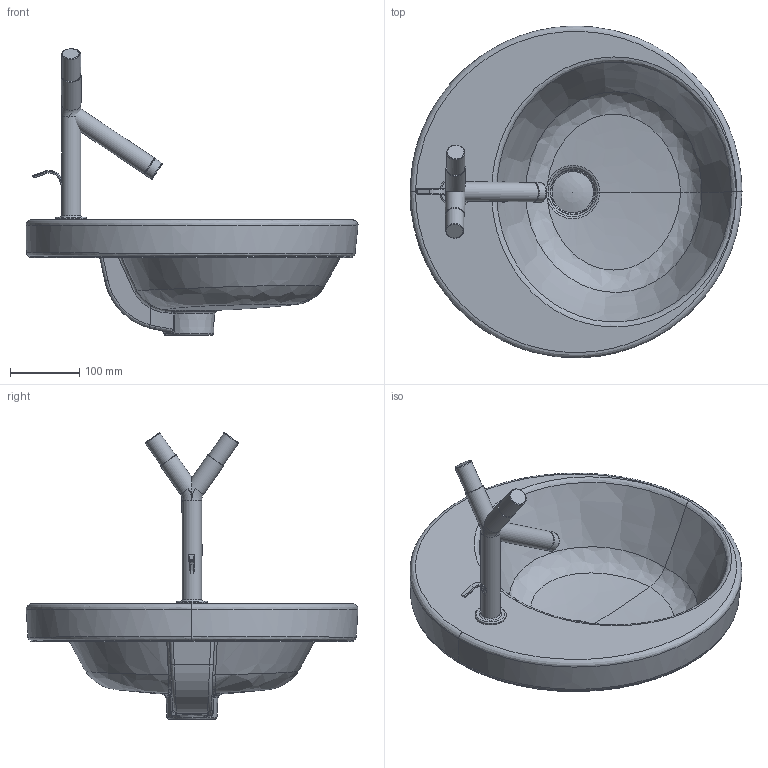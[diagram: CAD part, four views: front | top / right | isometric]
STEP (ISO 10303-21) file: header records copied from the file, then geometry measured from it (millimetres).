
FILE_DESCRIPTION((''),'2;1');
FILE_NAME('232748.stp','2014-11-13T20:20:31',('Administrator'),(''),'Autodesk Inventor 2011','Autodesk Inventor 2011','');
FILE_SCHEMA(('CONFIG_CONTROL_DESIGN'));
Length unit declared in the file: millimetre
Products named in the file (8): 232748; Bat_V; Bat1V; Hebel2lang; Halter; Stopfen; Kelch
Assembly tree (7 placements, depth 3):
  232748
    232748
    Bat_V
      Bat1V
      Hebel2lang
      Halter
    Stopfen
    Kelch
Bounding box: 480.14 x 479.98 x 414.32 mm (x, y, z)
Volume: 5795476.5 mm3; surface area: 652322.7 mm2
Topology: 6 solids, 6 shells, 230 faces, 513 edges, 300 vertices
Faces by surface type: bspline 91, cylinder 47, plane 44, torus 27, cone 11, sphere 10
Full cylindrical faces by diameter (mm): 25 x2, 26 x2, 28 x5, 35 x1, 42 x1, 44 x1, 45 x1, 46 x1, 60 x1
Entity records: 21286 total; most frequent: CARTESIAN_POINT 16642, ORIENTED_EDGE 930, DIRECTION 818, EDGE_CURVE 465, AXIS2_PLACEMENT_3D 362, VERTEX_POINT 288, EDGE_LOOP 277, FACE_OUTER_BOUND 230
